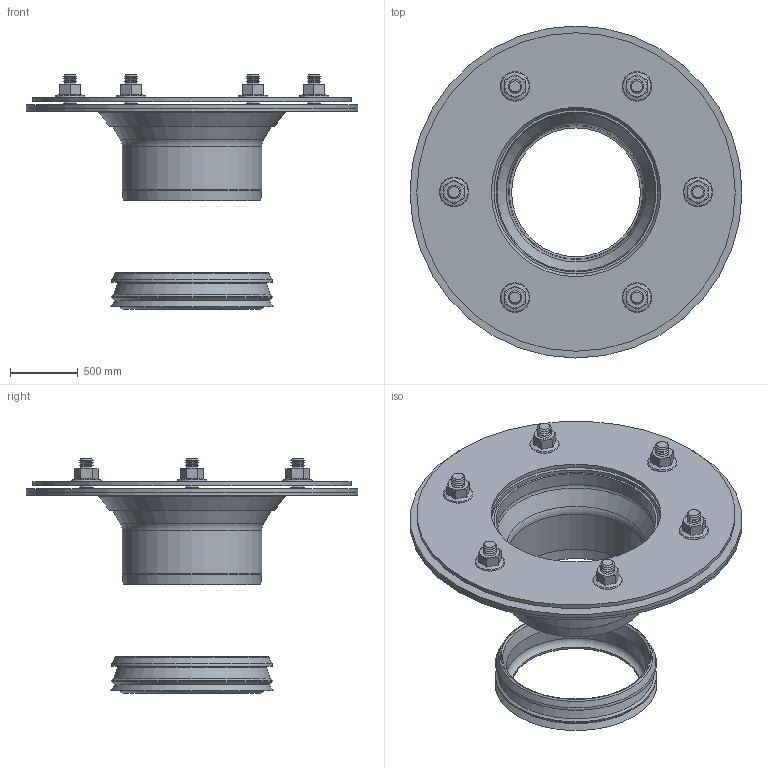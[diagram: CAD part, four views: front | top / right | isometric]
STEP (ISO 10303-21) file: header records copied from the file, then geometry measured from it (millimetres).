
FILE_DESCRIPTION(/* description */ (''),/* implementation_level */ '2;1');
FILE_NAME(/* name */ '20440.070X_3D.stp',/* time_stamp */ '2024-12-12T08:12:41+01:00',/* author */ ('CAD'),/* organization */ (''),/* preprocessor_version */ 'ST-DEVELOPER v20',/* originating_system */ 'AutoCAD Mechanical',/* authorisation */ '');
FILE_SCHEMA (('AUTOMOTIVE_DESIGN { 1 0 10303 214 3 1 1 }'));
Length unit declared in the file: centimetre
Products named in the file (6): Product; *S0; *U2; *U1; *U4; *U3
Assembly tree (15 placements, depth 3):
  Product
    *S0
    *U2
      *U1  x6
    *U4
      *U3  x6
Bounding box: 2450 x 2450 x 1730 mm (x, y, z)
Volume: 371180338.2 mm3; surface area: 30621447.8 mm2
Topology: 17 solids, 17 shells, 341 faces, 726 edges, 429 vertices
Faces by surface type: cone 219, plane 72, cylinder 30, torus 20
Full cylindrical faces by diameter (mm): 83.76 x6, 130 x6, 160 x6, 950 x1, 1000 x1, 1030 x1, 1036 x1, 1180 x1, 1190 x1, 1210 x1, 1250 x2, 2350 x1, 2450 x2
Entity records: 3452 total; most frequent: DIRECTION 641, CARTESIAN_POINT 625, ORIENTED_EDGE 486, AXIS2_PLACEMENT_3D 282, EDGE_CURVE 243, CIRCLE 150, EDGE_LOOP 149, VERTEX_POINT 148
